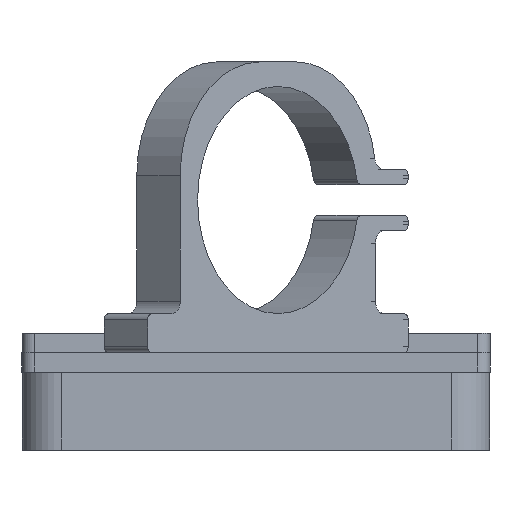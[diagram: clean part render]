
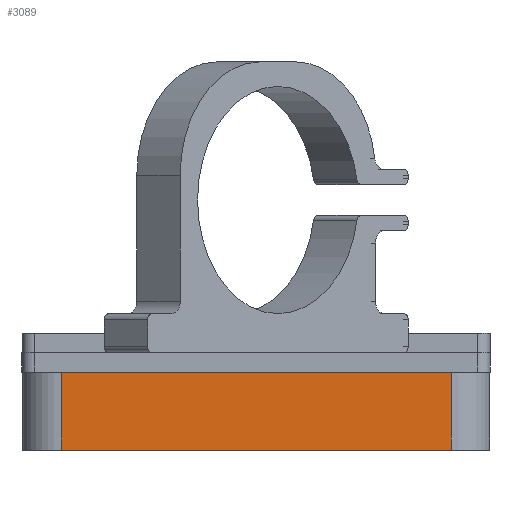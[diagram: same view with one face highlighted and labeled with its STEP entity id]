
A CAD part, front view. The second image highlights one B-rep face of the part: STEP entity #3089.
In plain terms, the highlighted planar face has unit normal (0, -1, 0).
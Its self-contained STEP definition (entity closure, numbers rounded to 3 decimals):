
#421=FACE_OUTER_BOUND('',#592,.T.);
#592=EDGE_LOOP('',(#2176,#2177,#2178,#2179));
#816=LINE('',#4753,#1084);
#821=LINE('',#4765,#1089);
#825=LINE('',#4784,#1093);
#828=LINE('',#4790,#1096);
#1084=VECTOR('',#3762,10.);
#1089=VECTOR('',#3773,10.);
#1093=VECTOR('',#3791,10.);
#1096=VECTOR('',#3798,10.);
#1358=VERTEX_POINT('',#4750);
#1359=VERTEX_POINT('',#4752);
#1363=VERTEX_POINT('',#4764);
#1370=VERTEX_POINT('',#4780);
#1672=EDGE_CURVE('',#1358,#1359,#816,.T.);
#1678=EDGE_CURVE('',#1363,#1359,#821,.T.);
#1688=EDGE_CURVE('',#1363,#1370,#825,.T.);
#1691=EDGE_CURVE('',#1358,#1370,#828,.T.);
#2176=ORIENTED_EDGE('',*,*,#1672,.F.);
#2177=ORIENTED_EDGE('',*,*,#1691,.T.);
#2178=ORIENTED_EDGE('',*,*,#1688,.F.);
#2179=ORIENTED_EDGE('',*,*,#1678,.T.);
#3007=PLANE('',#3353);
#3089=ADVANCED_FACE('',(#421),#3007,.F.);
#3353=AXIS2_PLACEMENT_3D('',#4789,#3796,#3797);
#3762=DIRECTION('',(0.,0.,1.));
#3773=DIRECTION('',(-1.,0.,0.));
#3791=DIRECTION('',(0.,0.,-1.));
#3796=DIRECTION('center_axis',(0.,1.,0.));
#3797=DIRECTION('ref_axis',(-1.,0.,0.));
#3798=DIRECTION('',(1.,0.,0.));
#4750=CARTESIAN_POINT('',(-31.75,-65.167,0.));
#4752=CARTESIAN_POINT('',(-31.75,-65.167,12.7));
#4753=CARTESIAN_POINT('',(-31.75,-65.167,0.));
#4764=CARTESIAN_POINT('',(31.75,-65.167,12.7));
#4765=CARTESIAN_POINT('',(-19.05,-65.167,12.7));
#4780=CARTESIAN_POINT('',(31.75,-65.167,0.));
#4784=CARTESIAN_POINT('',(31.75,-65.167,0.));
#4789=CARTESIAN_POINT('Origin',(-30.48,-65.167,0.));
#4790=CARTESIAN_POINT('',(-38.1,-65.167,0.));
